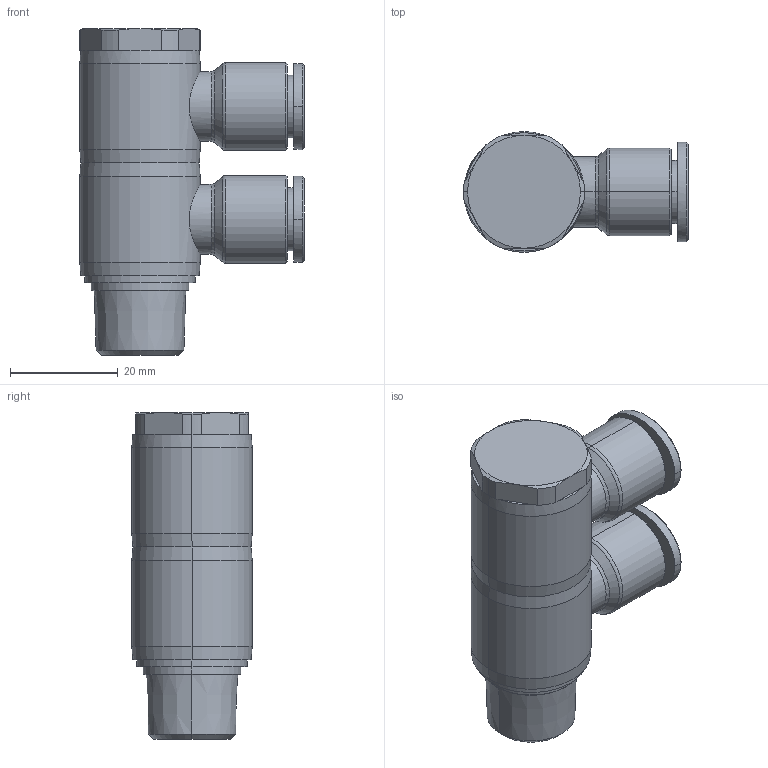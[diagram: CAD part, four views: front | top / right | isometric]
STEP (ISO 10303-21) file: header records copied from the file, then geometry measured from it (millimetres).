
FILE_DESCRIPTION((''),'2;1');
FILE_NAME('GPH_1003(2)(3D).stp','2012-12-20T16:23:04',(''),(''),'Mechanical Desktop.R8.0.24.0','Mechanical Desktop.R8.0.24.0',', , ');
FILE_SCHEMA(('CONFIG_CONTROL_DESIGN'));
Length unit declared in the file: millimetre
Products named in the file (2): GPH_1003(2)(3D); 睡ヶ1
Assembly tree (1 placements, depth 2):
  GPH_1003(2)(3D)
    睡ヶ1
Bounding box: 41.85 x 22.4 x 60.8 mm (x, y, z)
Volume: 20456.4 mm3; surface area: 10500.6 mm2
Topology: 1 solids, 1 shells, 885 faces, 2490 edges, 1637 vertices
Faces by surface type: plane 783, cone 42, cylinder 36, bspline 20, torus 4
Entity records: 29093 total; most frequent: CARTESIAN_POINT 6192, ORIENTED_EDGE 4976, DIRECTION 4312, EDGE_CURVE 2488, VECTOR 2302, LINE 2302, VERTEX_POINT 1637, AXIS2_PLACEMENT_3D 1005
